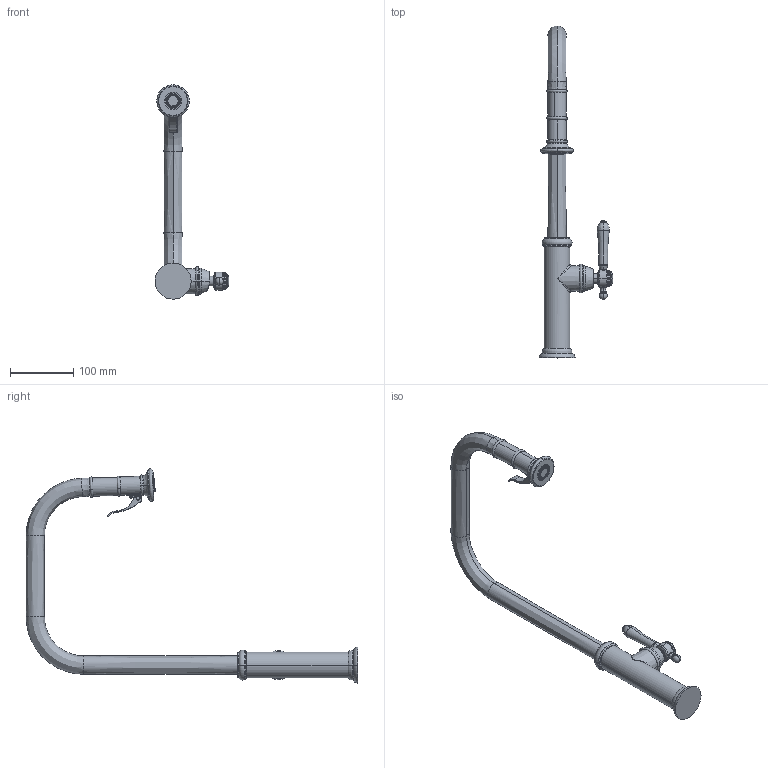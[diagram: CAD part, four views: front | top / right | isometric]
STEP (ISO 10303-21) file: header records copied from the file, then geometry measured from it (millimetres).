
FILE_DESCRIPTION((''),'2;1');
FILE_NAME('1030-7173','2025-09-09T23:48:08',('SwamiS'),(''),'CREO PARAMETRIC BY PTC INC, 2025093','CREO PARAMETRIC BY PTC INC, 2025093','');
FILE_SCHEMA(('CONFIG_CONTROL_DESIGN'));
Length unit declared in the file: inch
Products named in the file (1): 1030-7173
Bounding box: 116.72 x 523.24 x 338.09 mm (x, y, z)
Volume: 827257.3 mm3; surface area: 118494.5 mm2
Topology: 4 solids, 4 shells, 481 faces, 1062 edges, 612 vertices
Faces by surface type: cylinder 160, torus 105, plane 80, cone 64, bspline 54, sphere 18
Entity records: 17274 total; most frequent: CARTESIAN_POINT 6675, DIRECTION 2400, ORIENTED_EDGE 2112, EDGE_CURVE 1056, AXIS2_PLACEMENT_3D 1043, CIRCLE 616, VERTEX_POINT 612, EDGE_LOOP 514
